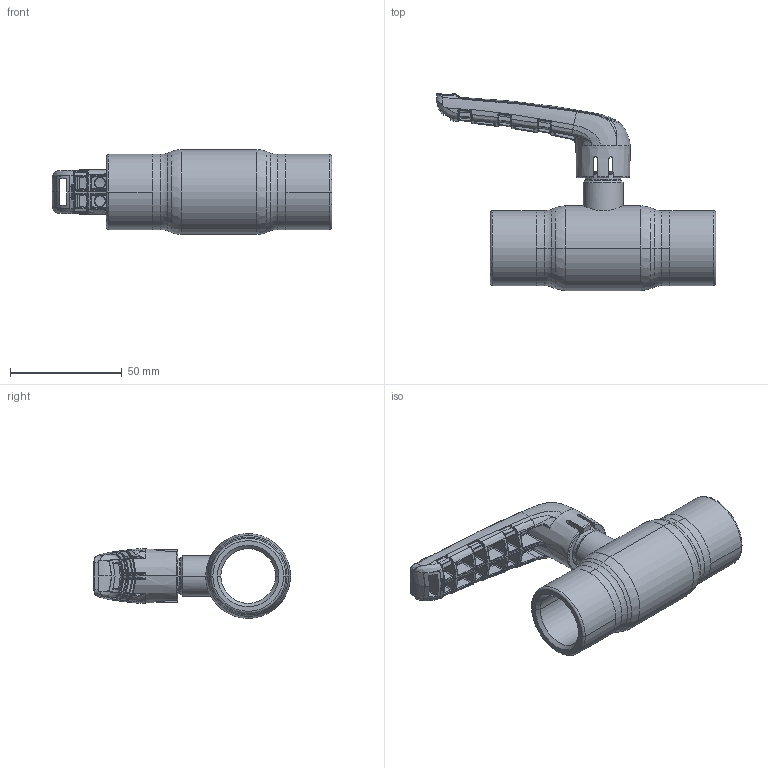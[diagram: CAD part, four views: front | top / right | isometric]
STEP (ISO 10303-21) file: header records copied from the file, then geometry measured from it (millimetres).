
FILE_DESCRIPTION (( 'STEP AP214' ), '1' );
FILE_NAME ('1020002030-2101.step', '2023-09-18T09:18:14', ( '' ), ( '' ), 'SwSTEP 2.0', 'SolidWorks 2021', '' );
FILE_SCHEMA (( 'AUTOMOTIVE_DESIGN' ));
Length unit declared in the file: millimetre
Products named in the file (1): 1020002030-2101
Bounding box: 125.28 x 88.38 x 38 mm (x, y, z)
Surface area: 26051.6 mm2 (no closed solid volume)
Topology: 0 solids, 8 shells, 765 faces, 2271 edges, 1413 vertices
Faces by surface type: bspline 639, plane 52, cylinder 32, cone 21, torus 21
Entity records: 65521 total; most frequent: CARTESIAN_POINT 42494, ORIENTED_EDGE 3863, EDGE_CURVE 2245, B_SPLINE_CURVE_WITH_KNOTS 1587, VERTEX_POINT 1413, DIRECTION 1405, EDGE_LOOP 789, UNCERTAINTY_MEASURE_WITH_UNIT 767
